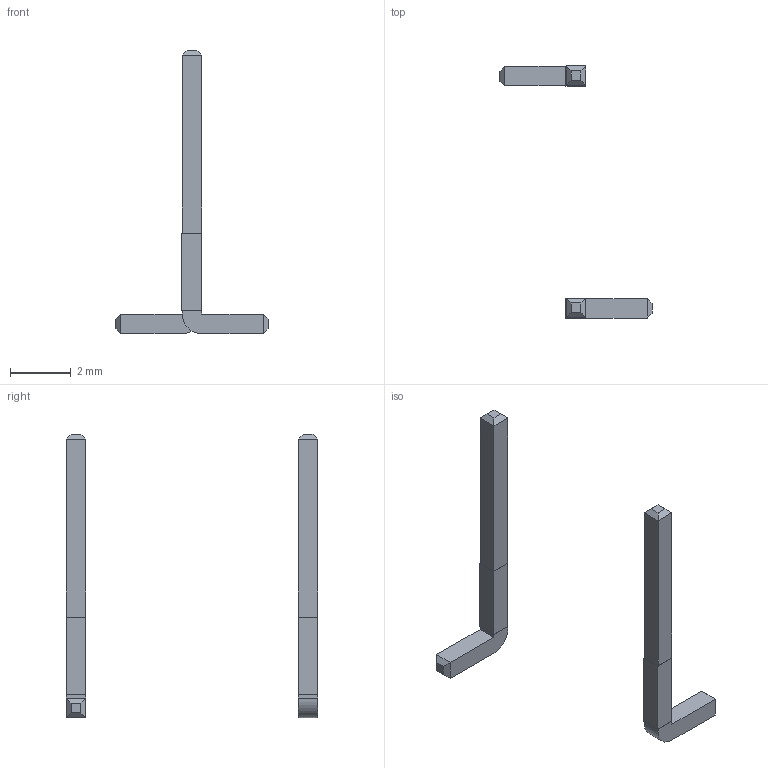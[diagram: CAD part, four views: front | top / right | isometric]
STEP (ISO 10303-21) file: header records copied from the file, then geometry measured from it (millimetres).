
FILE_DESCRIPTION(('FreeCAD Model'),'2;1');
FILE_NAME('Neo-reverse-4-Pin.step','2019-01-24T14:26:18',( 'kicad StepUp'),('ksu MCAD'),'Open CASCADE STEP processor 6.8', 'FreeCAD','Unknown');
FILE_SCHEMA(('AUTOMOTIVE_DESIGN_CC2 { 1 2 10303 214 -1 1 5 4 }'));
Length unit declared in the file: millimetre
Products named in the file (1): Cut004
Bounding box: 5 x 8.27 x 9.3 mm (x, y, z)
Volume: 9.3 mm3; surface area: 58.9 mm2
Topology: 2 solids, 2 shells, 54 faces, 122 edges, 76 vertices
Faces by surface type: plane 52, cylinder 2
Entity records: 1852 total; most frequent: CARTESIAN_POINT 253, ORIENTED_EDGE 244, DIRECTION 236, EDGE_CURVE 122, LINE 118, VECTOR 118, VERTEX_POINT 76, AXIS2_PLACEMENT_3D 59
